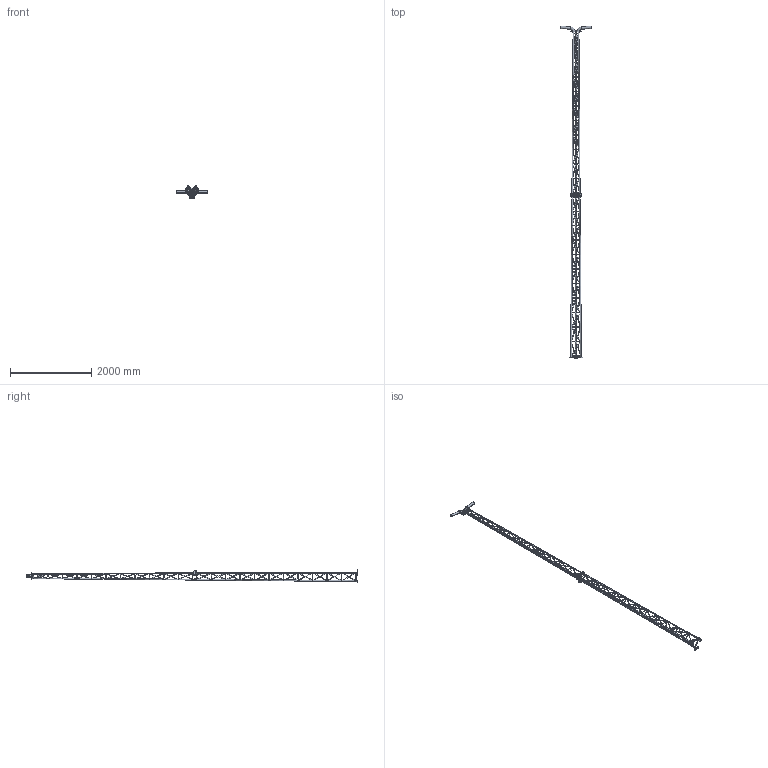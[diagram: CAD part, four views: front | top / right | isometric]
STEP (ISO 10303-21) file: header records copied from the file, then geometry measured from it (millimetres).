
FILE_DESCRIPTION (( 'STEP AP214' ), '1' );
FILE_NAME ('Zlozenie H=8 wieza Zerowatt 2 arms.STEP', '2025-02-21T14:31:19', ( '' ), ( '' ), 'SwSTEP 2.0', 'SolidWorks 2024', '' );
FILE_SCHEMA (( 'AUTOMOTIVE_DESIGN' ));
Length unit declared in the file: millimetre
Products named in the file (11): hex flange nut_din_Hexagon Flange Nut DIN 6923 - M8 - N; high strength hex head bolt_din_DIN 6914 - M20 x 60 x 31-N; wieza pod oswietlenie H=8m upper; Pierscien dociskowy; hex nut gradec_din_Hexagon Nut ISO 4034 - M20 - N; socket head cap screw 4762_din_EN ISO 4762 M8 x 25 - 25N; Nadstawka slup 2 arms; Kolano hamburskie 60,3 - luminary; Liminary arm 2 for h=8m tower; Zlozenie H=8 wieza Zerowatt 2 arms; wieza pod oswietlenie H=8m bottom
Assembly tree (32 placements, depth 3):
  Zlozenie H=8 wieza Zerowatt 2 arms
    wieza pod oswietlenie H=8m bottom
    wieza pod oswietlenie H=8m upper
    Liminary arm 2 for h=8m tower
      Nadstawka slup 2 arms
      Kolano hamburskie 60,3 - luminary  x2
      Pierscien dociskowy  x2
      hex flange nut_din_Hexagon Flange Nut DIN 6923 - M8 - N  x6
      socket head cap screw 4762_din_EN ISO 4762 M8 x 25 - 25N  x6
    high strength hex head bolt_din_DIN 6914 - M20 x 60 x 31-N  x6
    hex nut gradec_din_Hexagon Nut ISO 4034 - M20 - N  x6
Bounding box: 782.02 x 8162.19 x 296.82 mm (x, y, z)
Volume: 14579986.9 mm3; surface area: 3602244.5 mm2
Topology: 182 solids, 182 shells, 1643 faces, 3277 edges, 2020 vertices
Faces by surface type: cylinder 959, plane 350, cone 240, torus 56, bspline 38
Entity records: 62985 total; most frequent: CARTESIAN_POINT 41321, ORIENTED_EDGE 3938, DIRECTION 3639, EDGE_CURVE 1969, AXIS2_PLACEMENT_3D 1465, VERTEX_POINT 1273, EDGE_LOOP 1134, ADVANCED_FACE 1033
